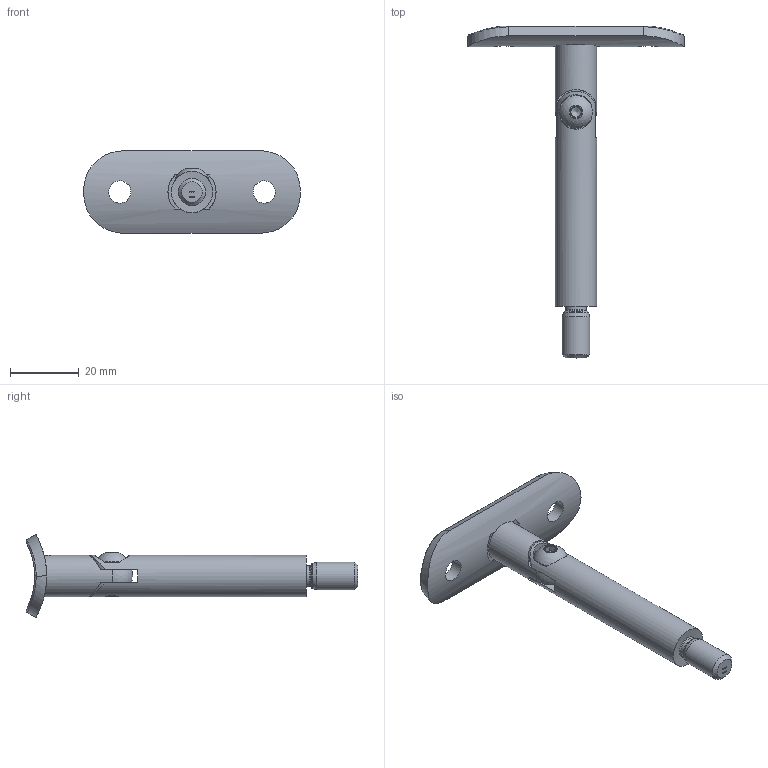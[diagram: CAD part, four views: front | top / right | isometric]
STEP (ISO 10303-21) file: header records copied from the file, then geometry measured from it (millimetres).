
FILE_DESCRIPTION (( 'STEP AP203' ), '1' );
FILE_NAME ('60717-240.step', '2021-11-26T10:02:50', ( '' ), ( '' ), 'SwSTEP 2.0', 'SolidWorks 2018', '' );
FILE_SCHEMA (( 'CONFIG_CONTROL_DESIGN' ));
Length unit declared in the file: millimetre
Products named in the file (14): 50232-240-12 Teil3_M5x10; 50232-240-12 Teil1_50232-240-12 Teil1; 50232-240-12; DIN-7991_-_DIN7991 M6x16_DIN7991 M6x12; 50232-240-12_50232-240-12; 50232-240-12 Teil2; 50232-240-12 Teil2_50232-240-12 Teil2; 60182-240; 50232-240-12 Teil3; 60717-240; DIN-7991_-_DIN7991 M6x16; 50232-240-12 Teil1; 60182-240_60182-240
Assembly tree (9 placements, depth 3):
  50232-240-12 Teil2
  60182-240
  50232-240-12 Teil3
  60717-240
    50232-240-12
      50232-240-12 Teil1
    DIN-7991_-_DIN7991 M6x16
  60717-240
    60182-240_60182-240
    DIN-7991_-_DIN7991 M6x16_DIN7991 M6x12
    50232-240-12_50232-240-12
      50232-240-12 Teil1_50232-240-12 Teil1
      50232-240-12 Teil2_50232-240-12 Teil2
      50232-240-12 Teil3_M5x10
Bounding box: 63 x 96.49 x 24 mm (x, y, z)
Volume: 13301.8 mm3; surface area: 8343.6 mm2
Topology: 5 solids, 5 shells, 298 faces, 745 edges, 488 vertices
Faces by surface type: plane 157, bspline 85, cylinder 32, cone 18, torus 4, sphere 2
Full cylindrical faces by diameter (mm): 4.019 x1, 4.2 x1, 5 x1, 5.5 x2, 6 x2, 6.5 x2, 8 x2, 9.5 x1, 12 x3, 12.5 x1
Entity records: 16116 total; most frequent: CARTESIAN_POINT 8420, ORIENTED_EDGE 1396, DIRECTION 1025, EDGE_CURVE 698, VERTEX_POINT 471, VECTOR 435, LINE 435, EDGE_LOOP 371
